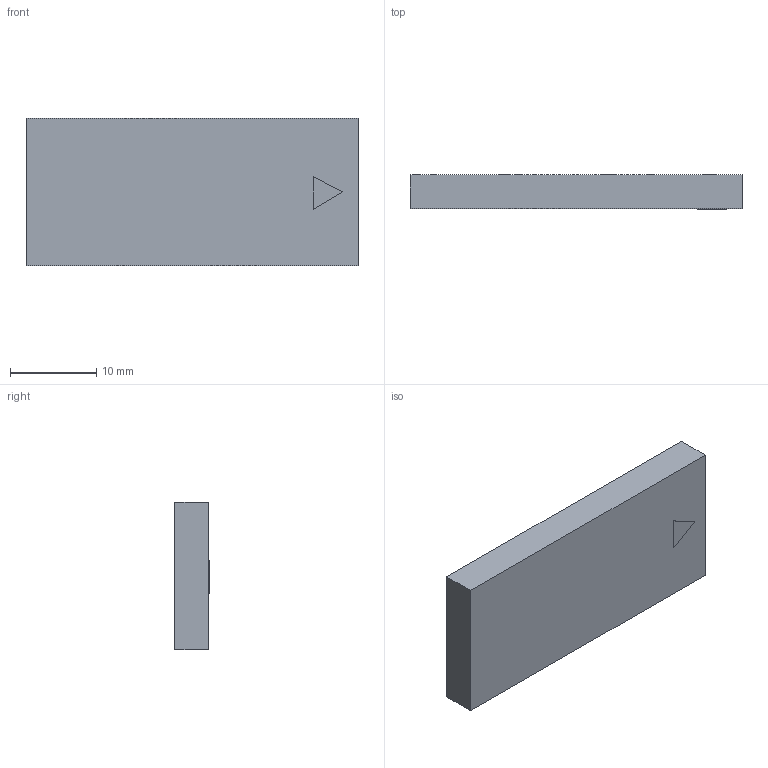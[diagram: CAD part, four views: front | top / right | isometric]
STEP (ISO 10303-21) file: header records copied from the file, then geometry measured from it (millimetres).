
FILE_DESCRIPTION (( 'STEP AP214' ), '1' );
FILE_NAME ('cover.STEP', '2021-06-07T11:02:51', ( '' ), ( '' ), 'SwSTEP 2.0', 'SolidWorks 2020', '' );
FILE_SCHEMA (( 'AUTOMOTIVE_DESIGN' ));
Length unit declared in the file: millimetre
Products named in the file (1): cover
Bounding box: 38.4 x 3.98 x 17.02 mm (x, y, z)
Volume: 2442.2 mm3; surface area: 2097.4 mm2
Topology: 1 solids, 1 shells, 314 faces, 852 edges, 529 vertices
Faces by surface type: cylinder 195, bspline 52, plane 41, cone 26
Entity records: 21977 total; most frequent: CARTESIAN_POINT 14917, ORIENTED_EDGE 1652, DIRECTION 1014, EDGE_CURVE 826, VERTEX_POINT 529, AXIS2_PLACEMENT_3D 354, EDGE_LOOP 329, ADVANCED_FACE 314
